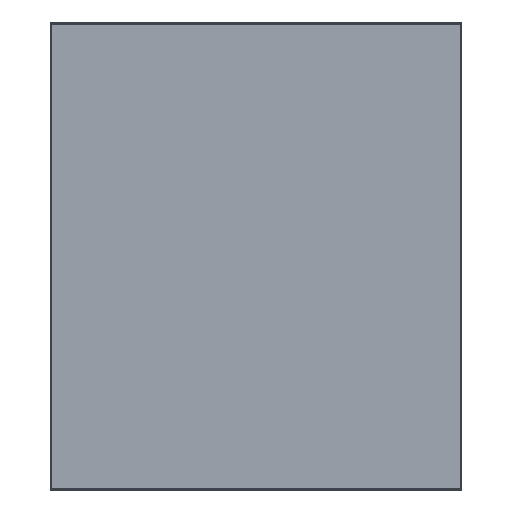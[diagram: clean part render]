
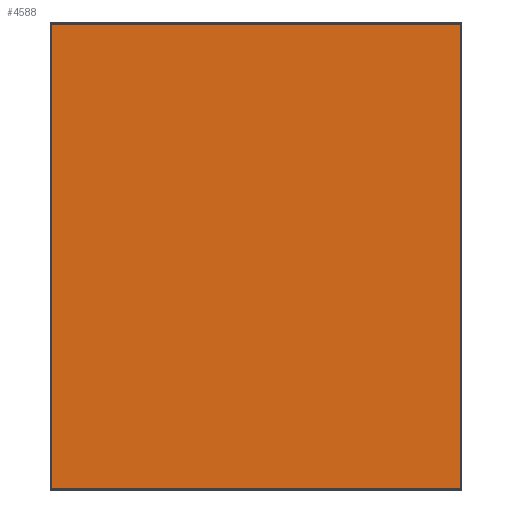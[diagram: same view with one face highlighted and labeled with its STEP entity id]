
A CAD part, left-side view. The second image highlights one B-rep face of the part: STEP entity #4588.
In plain terms, the highlighted planar face has unit normal (-1, 0, 0).
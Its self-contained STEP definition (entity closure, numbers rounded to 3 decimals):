
#102 = LINE ( 'NONE', #5465, #3113 ) ;
#694 = CARTESIAN_POINT ( 'NONE',  ( -397.5, 1., -227.5 ) ) ;
#915 = VECTOR ( 'NONE', #6128, 1000. ) ;
#986 = LINE ( 'NONE', #1555, #3415 ) ;
#1016 = VECTOR ( 'NONE', #5481, 1000. ) ;
#1118 = DIRECTION ( 'NONE',  ( -1., 0., 0. ) ) ;
#1148 = CARTESIAN_POINT ( 'NONE',  ( -397.5, 400., -228.5 ) ) ;
#1181 = AXIS2_PLACEMENT_3D ( 'NONE', #1148, #1118, #3056 ) ;
#1411 = EDGE_CURVE ( 'NONE', #4647, #2473, #5174, .T. ) ;
#1555 = CARTESIAN_POINT ( 'NONE',  ( -397.5, 400., 224.086 ) ) ;
#1594 = FACE_OUTER_BOUND ( 'NONE', #4301, .T. ) ;
#1641 = LINE ( 'NONE', #5981, #1016 ) ;
#1903 = EDGE_CURVE ( 'NONE', #2473, #5501, #986, .T. ) ;
#2036 = EDGE_CURVE ( 'NONE', #5501, #4468, #102, .T. ) ;
#2473 = VERTEX_POINT ( 'NONE', #5058 ) ;
#2641 = DIRECTION ( 'NONE',  ( 0., 0., -1. ) ) ;
#2777 = ORIENTED_EDGE ( 'NONE', *, *, #2036, .T. ) ;
#3056 = DIRECTION ( 'NONE',  ( 0., 0., 1. ) ) ;
#3113 = VECTOR ( 'NONE', #2641, 1000. ) ;
#3415 = VECTOR ( 'NONE', #5436, 1000. ) ;
#3465 = CARTESIAN_POINT ( 'NONE',  ( -397.5, 399., -227.5 ) ) ;
#3521 = PLANE ( 'NONE',  #1181 ) ;
#3592 = ORIENTED_EDGE ( 'NONE', *, *, #4069, .T. ) ;
#3891 = ORIENTED_EDGE ( 'NONE', *, *, #1903, .T. ) ;
#4069 = EDGE_CURVE ( 'NONE', #4468, #4647, #1641, .T. ) ;
#4301 = EDGE_LOOP ( 'NONE', ( #2777, #3592, #4542, #3891 ) ) ;
#4468 = VERTEX_POINT ( 'NONE', #3465 ) ;
#4542 = ORIENTED_EDGE ( 'NONE', *, *, #1411, .T. ) ;
#4588 = ADVANCED_FACE ( 'NONE', ( #1594 ), #3521, .T. ) ;
#4639 = CARTESIAN_POINT ( 'NONE',  ( -397.5, 1., -228.5 ) ) ;
#4647 = VERTEX_POINT ( 'NONE', #694 ) ;
#5058 = CARTESIAN_POINT ( 'NONE',  ( -397.5, 1., 224.086 ) ) ;
#5174 = LINE ( 'NONE', #4639, #915 ) ;
#5436 = DIRECTION ( 'NONE',  ( 0., 1., 0. ) ) ;
#5465 = CARTESIAN_POINT ( 'NONE',  ( -397.5, 399., -228.5 ) ) ;
#5481 = DIRECTION ( 'NONE',  ( 0., -1., 0. ) ) ;
#5501 = VERTEX_POINT ( 'NONE', #6011 ) ;
#5981 = CARTESIAN_POINT ( 'NONE',  ( -397.5, 400., -227.5 ) ) ;
#6011 = CARTESIAN_POINT ( 'NONE',  ( -397.5, 399., 224.086 ) ) ;
#6128 = DIRECTION ( 'NONE',  ( 0., 0., 1. ) ) ;
